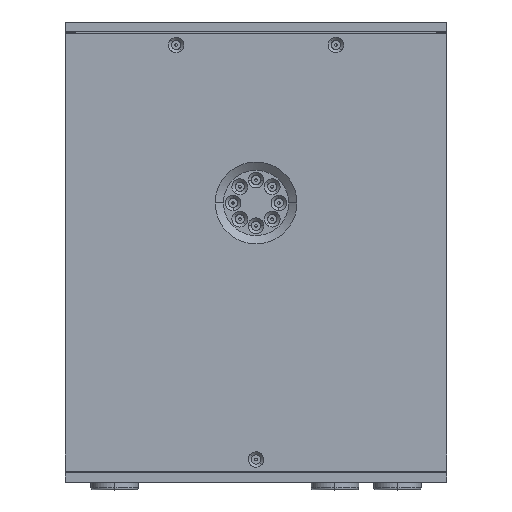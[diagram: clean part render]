
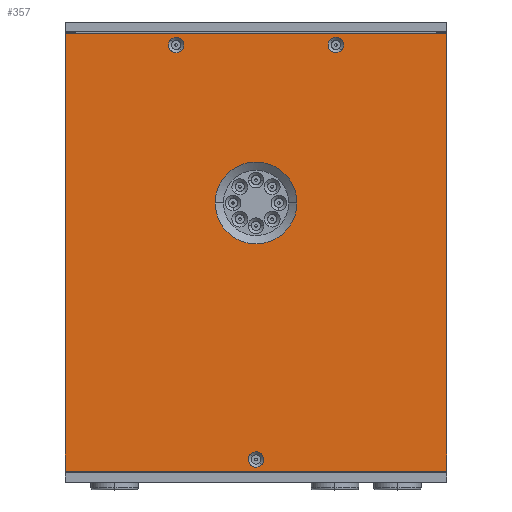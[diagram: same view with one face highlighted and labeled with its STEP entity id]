
A CAD part, top view. The second image highlights one B-rep face of the part: STEP entity #357.
In plain terms, the highlighted planar face has unit normal (0, 0, 1).
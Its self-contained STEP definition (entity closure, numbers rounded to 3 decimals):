
#238=FACE_BOUND('',#2107,.T.);
#239=FACE_BOUND('',#2108,.T.);
#240=FACE_BOUND('',#2109,.T.);
#241=FACE_BOUND('',#2110,.T.);
#357=ADVANCED_FACE('',(#1219,#238,#239,#240,#241),#14227,.T.);
#1219=FACE_OUTER_BOUND('',#2106,.T.);
#2106=EDGE_LOOP('',(#3159,#3160,#3161,#3162));
#2107=EDGE_LOOP('',(#3163,#3164));
#2108=EDGE_LOOP('',(#3165,#3166));
#2109=EDGE_LOOP('',(#3167,#3168));
#2110=EDGE_LOOP('',(#3169,#3170));
#3159=ORIENTED_EDGE('',*,*,#7606,.T.);
#3160=ORIENTED_EDGE('',*,*,#7593,.F.);
#3161=ORIENTED_EDGE('',*,*,#7605,.F.);
#3162=ORIENTED_EDGE('',*,*,#7585,.T.);
#3163=ORIENTED_EDGE('',*,*,#7727,.F.);
#3164=ORIENTED_EDGE('',*,*,#7611,.F.);
#3165=ORIENTED_EDGE('',*,*,#7704,.T.);
#3166=ORIENTED_EDGE('',*,*,#7805,.T.);
#3167=ORIENTED_EDGE('',*,*,#7710,.T.);
#3168=ORIENTED_EDGE('',*,*,#7811,.T.);
#3169=ORIENTED_EDGE('',*,*,#7716,.T.);
#3170=ORIENTED_EDGE('',*,*,#7817,.T.);
#7585=EDGE_CURVE('',#12097,#12098,#11301,.T.);
#7593=EDGE_CURVE('',#12103,#12104,#11309,.T.);
#7605=EDGE_CURVE('',#12097,#12103,#11317,.T.);
#7606=EDGE_CURVE('',#12098,#12104,#11318,.T.);
#7611=EDGE_CURVE('',#12115,#12191,#9843,.T.);
#7704=EDGE_CURVE('',#12177,#12240,#9921,.T.);
#7710=EDGE_CURVE('',#12181,#12244,#9926,.T.);
#7716=EDGE_CURVE('',#12185,#12248,#9931,.T.);
#7727=EDGE_CURVE('',#12191,#12115,#9941,.T.);
#7805=EDGE_CURVE('',#12240,#12177,#10004,.T.);
#7811=EDGE_CURVE('',#12244,#12181,#10009,.T.);
#7817=EDGE_CURVE('',#12248,#12185,#10014,.T.);
#9843=(
BOUNDED_CURVE()
B_SPLINE_CURVE(2,(#16625,#16626,#16627,#16628,#16629),.UNSPECIFIED.,.F.,
 .F.)
B_SPLINE_CURVE_WITH_KNOTS((3,2,3),(0.,15.595,
31.19),.UNSPECIFIED.)
CURVE()
GEOMETRIC_REPRESENTATION_ITEM()
RATIONAL_B_SPLINE_CURVE((1.,0.707,1.,0.707,1.))
REPRESENTATION_ITEM('')
);
#9921=(
BOUNDED_CURVE()
B_SPLINE_CURVE(2,(#17014,#17015,#17016,#17017,#17018),.UNSPECIFIED.,.F.,
 .F.)
B_SPLINE_CURVE_WITH_KNOTS((3,2,3),(-15.08,-11.31,-7.54),
 .UNSPECIFIED.)
CURVE()
GEOMETRIC_REPRESENTATION_ITEM()
RATIONAL_B_SPLINE_CURVE((1.,0.707,1.,0.707,1.))
REPRESENTATION_ITEM('')
);
#9926=(
BOUNDED_CURVE()
B_SPLINE_CURVE(2,(#17036,#17037,#17038,#17039,#17040),.UNSPECIFIED.,.F.,
 .F.)
B_SPLINE_CURVE_WITH_KNOTS((3,2,3),(-15.08,-11.31,-7.54),
 .UNSPECIFIED.)
CURVE()
GEOMETRIC_REPRESENTATION_ITEM()
RATIONAL_B_SPLINE_CURVE((1.,0.707,1.,0.707,1.))
REPRESENTATION_ITEM('')
);
#9931=(
BOUNDED_CURVE()
B_SPLINE_CURVE(2,(#17058,#17059,#17060,#17061,#17062),.UNSPECIFIED.,.F.,
 .F.)
B_SPLINE_CURVE_WITH_KNOTS((3,2,3),(-15.08,-11.31,-7.54),
 .UNSPECIFIED.)
CURVE()
GEOMETRIC_REPRESENTATION_ITEM()
RATIONAL_B_SPLINE_CURVE((1.,0.707,1.,0.707,1.))
REPRESENTATION_ITEM('')
);
#9941=(
BOUNDED_CURVE()
B_SPLINE_CURVE(2,(#17099,#17100,#17101,#17102,#17103),.UNSPECIFIED.,.F.,
 .F.)
B_SPLINE_CURVE_WITH_KNOTS((3,2,3),(31.19,46.784,62.379),
 .UNSPECIFIED.)
CURVE()
GEOMETRIC_REPRESENTATION_ITEM()
RATIONAL_B_SPLINE_CURVE((1.,0.707,1.,0.707,1.))
REPRESENTATION_ITEM('')
);
#10004=(
BOUNDED_CURVE()
B_SPLINE_CURVE(2,(#17392,#17393,#17394,#17395,#17396),.UNSPECIFIED.,.F.,
 .F.)
B_SPLINE_CURVE_WITH_KNOTS((3,2,3),(-7.54,-3.77,0.),
 .UNSPECIFIED.)
CURVE()
GEOMETRIC_REPRESENTATION_ITEM()
RATIONAL_B_SPLINE_CURVE((1.,0.707,1.,0.707,1.))
REPRESENTATION_ITEM('')
);
#10009=(
BOUNDED_CURVE()
B_SPLINE_CURVE(2,(#17414,#17415,#17416,#17417,#17418),.UNSPECIFIED.,.F.,
 .F.)
B_SPLINE_CURVE_WITH_KNOTS((3,2,3),(-7.54,-3.77,0.),
 .UNSPECIFIED.)
CURVE()
GEOMETRIC_REPRESENTATION_ITEM()
RATIONAL_B_SPLINE_CURVE((1.,0.707,1.,0.707,1.))
REPRESENTATION_ITEM('')
);
#10014=(
BOUNDED_CURVE()
B_SPLINE_CURVE(2,(#17436,#17437,#17438,#17439,#17440),.UNSPECIFIED.,.F.,
 .F.)
B_SPLINE_CURVE_WITH_KNOTS((3,2,3),(-7.54,-3.77,
0.),.UNSPECIFIED.)
CURVE()
GEOMETRIC_REPRESENTATION_ITEM()
RATIONAL_B_SPLINE_CURVE((1.,0.707,1.,0.707,1.))
REPRESENTATION_ITEM('')
);
#11301=B_SPLINE_CURVE_WITH_KNOTS('',1,(#16557,#16558),.UNSPECIFIED.,.F.,
 .F.,(2,2),(157.,255.),.UNSPECIFIED.);
#11309=B_SPLINE_CURVE_WITH_KNOTS('',1,(#16573,#16574),.UNSPECIFIED.,.F.,
 .F.,(2,2),(157.,255.),.UNSPECIFIED.);
#11317=B_SPLINE_CURVE_WITH_KNOTS('',1,(#16607,#16608),.UNSPECIFIED.,.F.,
 .F.,(2,2),(0.,116.),.UNSPECIFIED.);
#11318=B_SPLINE_CURVE_WITH_KNOTS('',1,(#16609,#16610),.UNSPECIFIED.,.F.,
 .F.,(2,2),(0.,116.),.UNSPECIFIED.);
#12097=VERTEX_POINT('',#16391);
#12098=VERTEX_POINT('',#16392);
#12103=VERTEX_POINT('',#16397);
#12104=VERTEX_POINT('',#16398);
#12115=VERTEX_POINT('',#16409);
#12177=VERTEX_POINT('',#16471);
#12181=VERTEX_POINT('',#16475);
#12185=VERTEX_POINT('',#16479);
#12191=VERTEX_POINT('',#16485);
#12240=VERTEX_POINT('',#16534);
#12244=VERTEX_POINT('',#16538);
#12248=VERTEX_POINT('',#16542);
#14227=PLANE('',#14522);
#14522=AXIS2_PLACEMENT_3D('',#15953,#15218,$);
#15218=DIRECTION('',(0.,0.,1.));
#15953=CARTESIAN_POINT('',(-56.,54.5,48.));
#16391=CARTESIAN_POINT('',(-56.,54.5,48.));
#16392=CARTESIAN_POINT('',(-56.,-78.5,48.));
#16397=CARTESIAN_POINT('',(60.,54.5,48.));
#16398=CARTESIAN_POINT('',(60.,-78.5,48.));
#16409=CARTESIAN_POINT('',(14.45,3.,48.));
#16471=CARTESIAN_POINT('',(27.928,49.346,48.));
#16475=CARTESIAN_POINT('',(-20.62,49.346,48.));
#16479=CARTESIAN_POINT('',(3.654,-76.654,48.));
#16485=CARTESIAN_POINT('',(-10.406,3.,48.));
#16534=CARTESIAN_POINT('',(24.62,52.654,48.));
#16538=CARTESIAN_POINT('',(-23.928,52.654,48.));
#16542=CARTESIAN_POINT('',(0.346,-73.346,48.));
#16557=CARTESIAN_POINT('',(-56.,54.5,48.));
#16558=CARTESIAN_POINT('',(-56.,-78.5,48.));
#16573=CARTESIAN_POINT('',(60.,54.5,48.));
#16574=CARTESIAN_POINT('',(60.,-78.5,48.));
#16607=CARTESIAN_POINT('',(-56.,54.5,48.));
#16608=CARTESIAN_POINT('',(60.,54.5,48.));
#16609=CARTESIAN_POINT('',(-56.,-78.5,48.));
#16610=CARTESIAN_POINT('',(60.,-78.5,48.));
#16625=CARTESIAN_POINT('',(14.45,3.,48.));
#16626=CARTESIAN_POINT('',(14.45,15.428,48.));
#16627=CARTESIAN_POINT('',(2.022,15.428,48.));
#16628=CARTESIAN_POINT('',(-10.406,15.428,48.));
#16629=CARTESIAN_POINT('',(-10.406,3.,48.));
#17014=CARTESIAN_POINT('',(27.928,49.346,48.));
#17015=CARTESIAN_POINT('',(26.274,47.692,48.));
#17016=CARTESIAN_POINT('',(24.62,49.346,48.));
#17017=CARTESIAN_POINT('',(22.966,51.,48.));
#17018=CARTESIAN_POINT('',(24.62,52.654,48.));
#17036=CARTESIAN_POINT('',(-20.62,49.346,48.));
#17037=CARTESIAN_POINT('',(-22.274,47.692,48.));
#17038=CARTESIAN_POINT('',(-23.928,49.346,48.));
#17039=CARTESIAN_POINT('',(-25.582,51.,48.));
#17040=CARTESIAN_POINT('',(-23.928,52.654,48.));
#17058=CARTESIAN_POINT('',(3.654,-76.654,48.));
#17059=CARTESIAN_POINT('',(2.,-78.308,48.));
#17060=CARTESIAN_POINT('',(0.346,-76.654,48.));
#17061=CARTESIAN_POINT('',(-1.308,-75.,48.));
#17062=CARTESIAN_POINT('',(0.346,-73.346,48.));
#17099=CARTESIAN_POINT('',(-10.406,3.,48.));
#17100=CARTESIAN_POINT('',(-10.406,-9.428,48.));
#17101=CARTESIAN_POINT('',(2.022,-9.428,48.));
#17102=CARTESIAN_POINT('',(14.45,-9.428,48.));
#17103=CARTESIAN_POINT('',(14.45,3.,48.));
#17392=CARTESIAN_POINT('',(24.62,52.654,48.));
#17393=CARTESIAN_POINT('',(26.274,54.308,48.));
#17394=CARTESIAN_POINT('',(27.928,52.654,48.));
#17395=CARTESIAN_POINT('',(29.582,51.,48.));
#17396=CARTESIAN_POINT('',(27.928,49.346,48.));
#17414=CARTESIAN_POINT('',(-23.928,52.654,48.));
#17415=CARTESIAN_POINT('',(-22.274,54.308,48.));
#17416=CARTESIAN_POINT('',(-20.62,52.654,48.));
#17417=CARTESIAN_POINT('',(-18.966,51.,48.));
#17418=CARTESIAN_POINT('',(-20.62,49.346,48.));
#17436=CARTESIAN_POINT('',(0.346,-73.346,48.));
#17437=CARTESIAN_POINT('',(2.,-71.692,48.));
#17438=CARTESIAN_POINT('',(3.654,-73.346,48.));
#17439=CARTESIAN_POINT('',(5.308,-75.,48.));
#17440=CARTESIAN_POINT('',(3.654,-76.654,48.));
